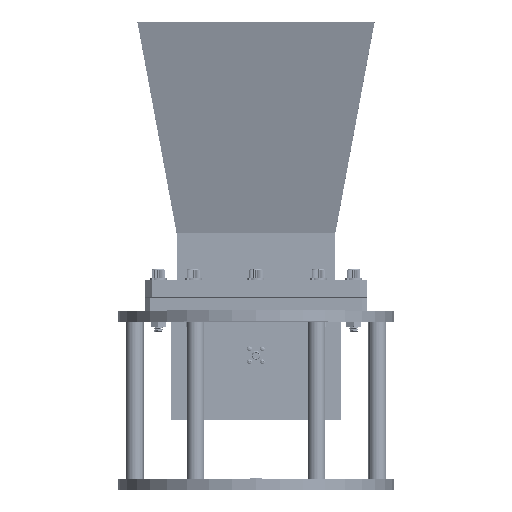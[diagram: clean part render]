
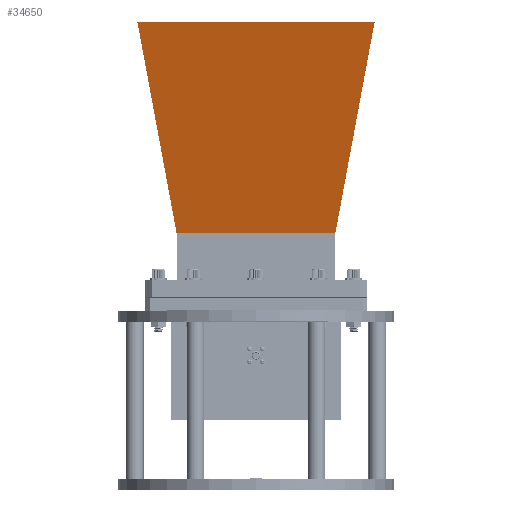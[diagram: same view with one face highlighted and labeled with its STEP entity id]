
A CAD part, top view. The second image highlights one B-rep face of the part: STEP entity #34650.
In plain terms, the highlighted face is planar.
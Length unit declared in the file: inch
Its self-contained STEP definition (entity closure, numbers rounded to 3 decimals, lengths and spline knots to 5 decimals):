
#114 = LINE ( 'NONE', #5537, #7087 ) ;
#431 = VERTEX_POINT ( 'NONE', #37382 ) ;
#4520 = EDGE_CURVE ( 'NONE', #431, #33279, #44452, .T. ) ;
#4684 = LINE ( 'NONE', #19964, #15900 ) ;
#5537 = CARTESIAN_POINT ( 'NONE',  ( -1.19416, 2.26811, 1.95763 ) ) ;
#6131 = LINE ( 'NONE', #28968, #21930 ) ;
#7087 = VECTOR ( 'NONE', #47704, 39.37008 ) ;
#7506 = FACE_OUTER_BOUND ( 'NONE', #40199, .T. ) ;
#8248 = CARTESIAN_POINT ( 'NONE',  ( -1.96339, 0., 4.94909 ) ) ;
#8497 = EDGE_CURVE ( 'NONE', #37779, #22363, #4684, .T. ) ;
#8819 = EDGE_CURVE ( 'NONE', #37779, #29658, #114, .T. ) ;
#9306 = LINE ( 'NONE', #24908, #36069 ) ;
#10262 = LINE ( 'NONE', #26366, #17372 ) ;
#12158 = VERTEX_POINT ( 'NONE', #15955 ) ;
#12806 = ORIENTED_EDGE ( 'NONE', *, *, #4520, .T. ) ;
#14233 = EDGE_CURVE ( 'NONE', #29658, #12158, #10262, .T. ) ;
#15773 = DIRECTION ( 'NONE',  ( -0.968, 0., -0.249 ) ) ;
#15900 = VECTOR ( 'NONE', #47102, 39.37008 ) ;
#15955 = CARTESIAN_POINT ( 'NONE',  ( -2.74495, -3.38813, 7.9885 ) ) ;
#17372 = VECTOR ( 'NONE', #37651, 39.37008 ) ;
#18415 = ORIENTED_EDGE ( 'NONE', *, *, #20227, .F. ) ;
#18595 = DIRECTION ( 'NONE',  ( -0.249, 0., 0.968 ) ) ;
#19553 = PLANE ( 'NONE',  #26114 ) ;
#19964 = CARTESIAN_POINT ( 'NONE',  ( -1.96339, 2.26811, 4.94909 ) ) ;
#20227 = EDGE_CURVE ( 'NONE', #12158, #33279, #9306, .T. ) ;
#21408 = ORIENTED_EDGE ( 'NONE', *, *, #8819, .F. ) ;
#21901 = DIRECTION ( 'NONE',  ( 0., -1., 0. ) ) ;
#21930 = VECTOR ( 'NONE', #21901, 39.37008 ) ;
#22363 = VERTEX_POINT ( 'NONE', #40758 ) ;
#24863 = CARTESIAN_POINT ( 'NONE',  ( -1.19416, -2.26811, 1.95763 ) ) ;
#24908 = CARTESIAN_POINT ( 'NONE',  ( -2.74495, -3.38813, 7.9885 ) ) ;
#26063 = CARTESIAN_POINT ( 'NONE',  ( -2.74495, 3.38813, 7.9885 ) ) ;
#26114 = AXIS2_PLACEMENT_3D ( 'NONE', #8248, #15773, #30626 ) ;
#26366 = CARTESIAN_POINT ( 'NONE',  ( -2.74495, 0., 7.9885 ) ) ;
#28968 = CARTESIAN_POINT ( 'NONE',  ( -1.19311, 0., 1.95356 ) ) ;
#29658 = VERTEX_POINT ( 'NONE', #26063 ) ;
#30626 = DIRECTION ( 'NONE',  ( -0.249, 0., 0.968 ) ) ;
#32322 = ORIENTED_EDGE ( 'NONE', *, *, #43273, .T. ) ;
#33279 = VERTEX_POINT ( 'NONE', #24863 ) ;
#34647 = CARTESIAN_POINT ( 'NONE',  ( -1.19416, 2.26811, 1.95763 ) ) ;
#34650 = ADVANCED_FACE ( 'NONE', ( #7506 ), #19553, .T. ) ;
#36069 = VECTOR ( 'NONE', #40193, 39.37008 ) ;
#37382 = CARTESIAN_POINT ( 'NONE',  ( -1.19311, -2.26811, 1.95356 ) ) ;
#37651 = DIRECTION ( 'NONE',  ( 0., -1., 0. ) ) ;
#37713 = ORIENTED_EDGE ( 'NONE', *, *, #14233, .F. ) ;
#37779 = VERTEX_POINT ( 'NONE', #34647 ) ;
#40193 = DIRECTION ( 'NONE',  ( 0.245, 0.177, -0.953 ) ) ;
#40199 = EDGE_LOOP ( 'NONE', ( #18415, #37713, #21408, #42516, #32322, #12806 ) ) ;
#40758 = CARTESIAN_POINT ( 'NONE',  ( -1.19311, 2.26811, 1.95356 ) ) ;
#40942 = CARTESIAN_POINT ( 'NONE',  ( -1.19311, -2.26811, 1.95356 ) ) ;
#42346 = VECTOR ( 'NONE', #18595, 39.37008 ) ;
#42516 = ORIENTED_EDGE ( 'NONE', *, *, #8497, .T. ) ;
#43273 = EDGE_CURVE ( 'NONE', #22363, #431, #6131, .T. ) ;
#44452 = LINE ( 'NONE', #40942, #42346 ) ;
#47102 = DIRECTION ( 'NONE',  ( 0.249, 0., -0.968 ) ) ;
#47704 = DIRECTION ( 'NONE',  ( -0.245, 0.177, 0.953 ) ) ;
